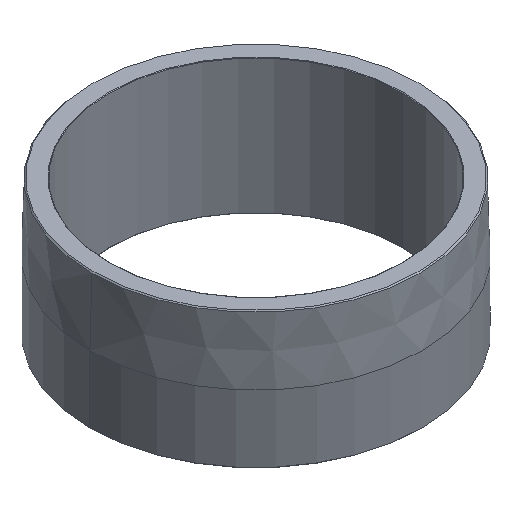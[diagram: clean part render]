
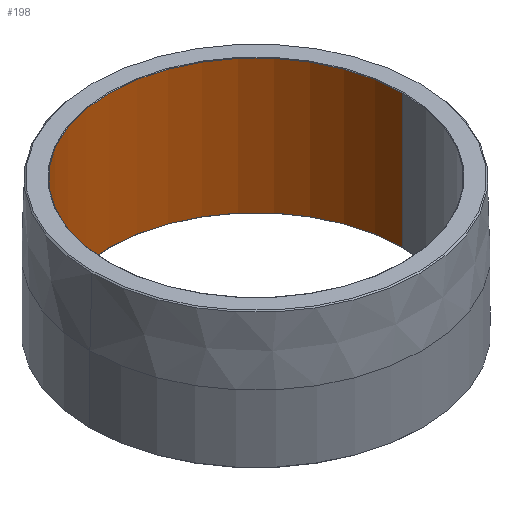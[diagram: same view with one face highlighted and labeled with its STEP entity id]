
A CAD part, isometric view. The second image highlights one B-rep face of the part: STEP entity #198.
In plain terms, the highlighted cylindrical face has radius 96.774 mm (diameter 193.548 mm), a partial arc.
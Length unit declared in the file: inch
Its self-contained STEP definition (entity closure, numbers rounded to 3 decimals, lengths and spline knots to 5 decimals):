
#5 = CARTESIAN_POINT ( 'NONE',  ( 3.81, 0., 3.4875 ) ) ;
#11 = VERTEX_POINT ( 'NONE', #409 ) ;
#13 = DIRECTION ( 'NONE',  ( 0., 0., -1. ) ) ;
#44 = CARTESIAN_POINT ( 'NONE',  ( 0., 0., 0.0125 ) ) ;
#111 = ORIENTED_EDGE ( 'NONE', *, *, #493, .T. ) ;
#112 = FACE_OUTER_BOUND ( 'NONE', #143, .T. ) ;
#117 = VECTOR ( 'NONE', #373, 39.37008 ) ;
#119 = ORIENTED_EDGE ( 'NONE', *, *, #370, .T. ) ;
#125 = VECTOR ( 'NONE', #13, 39.37008 ) ;
#143 = EDGE_LOOP ( 'NONE', ( #239, #208, #111, #119 ) ) ;
#158 = CIRCLE ( 'NONE', #492, 3.81 ) ;
#197 = CARTESIAN_POINT ( 'NONE',  ( 0., 0., 3.5 ) ) ;
#198 = ADVANCED_FACE ( 'NONE', ( #112 ), #500, .F. ) ;
#203 = CARTESIAN_POINT ( 'NONE',  ( 3.81, 0., 3.5 ) ) ;
#208 = ORIENTED_EDGE ( 'NONE', *, *, #350, .T. ) ;
#221 = VERTEX_POINT ( 'NONE', #501 ) ;
#239 = ORIENTED_EDGE ( 'NONE', *, *, #391, .F. ) ;
#240 = DIRECTION ( 'NONE',  ( 1., 0., 0. ) ) ;
#243 = DIRECTION ( 'NONE',  ( 1., 0., 0. ) ) ;
#255 = CARTESIAN_POINT ( 'NONE',  ( -3.81, 0., 0.0125 ) ) ;
#259 = CARTESIAN_POINT ( 'NONE',  ( -3.81, 0., 3.5 ) ) ;
#278 = DIRECTION ( 'NONE',  ( 0., 0., 1. ) ) ;
#279 = AXIS2_PLACEMENT_3D ( 'NONE', #438, #278, #240 ) ;
#287 = LINE ( 'NONE', #259, #117 ) ;
#306 = CIRCLE ( 'NONE', #279, 3.81 ) ;
#323 = DIRECTION ( 'NONE',  ( 0., 0., -1. ) ) ;
#329 = VERTEX_POINT ( 'NONE', #5 ) ;
#346 = DIRECTION ( 'NONE',  ( 0., 0., -1. ) ) ;
#350 = EDGE_CURVE ( 'NONE', #329, #221, #306, .T. ) ;
#360 = LINE ( 'NONE', #203, #125 ) ;
#370 = EDGE_CURVE ( 'NONE', #477, #11, #158, .T. ) ;
#373 = DIRECTION ( 'NONE',  ( 0., 0., -1. ) ) ;
#390 = DIRECTION ( 'NONE',  ( -1., 0., 0. ) ) ;
#391 = EDGE_CURVE ( 'NONE', #329, #11, #360, .T. ) ;
#409 = CARTESIAN_POINT ( 'NONE',  ( 3.81, 0., 0.0125 ) ) ;
#424 = AXIS2_PLACEMENT_3D ( 'NONE', #197, #346, #390 ) ;
#438 = CARTESIAN_POINT ( 'NONE',  ( 0., 0., 3.4875 ) ) ;
#477 = VERTEX_POINT ( 'NONE', #255 ) ;
#492 = AXIS2_PLACEMENT_3D ( 'NONE', #44, #323, #243 ) ;
#493 = EDGE_CURVE ( 'NONE', #221, #477, #287, .T. ) ;
#500 = CYLINDRICAL_SURFACE ( 'NONE', #424, 3.81 ) ;
#501 = CARTESIAN_POINT ( 'NONE',  ( -3.81, 0., 3.4875 ) ) ;
